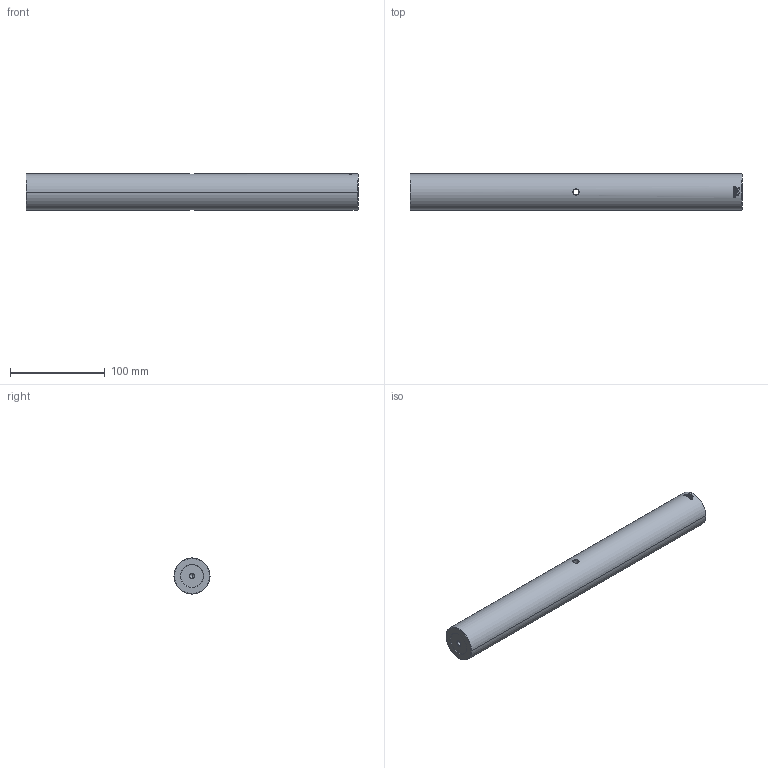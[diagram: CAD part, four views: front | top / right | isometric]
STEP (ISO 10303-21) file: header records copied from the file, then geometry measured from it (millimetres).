
FILE_DESCRIPTION (( 'STEP AP203' ), '1' );
FILE_NAME ('SRB38-350T6.STEP', '2025-08-19T06:05:23', ( '' ), ( '' ), 'SwSTEP 2.0', 'SolidWorks 2020', '' );
FILE_SCHEMA (( 'CONFIG_CONTROL_DESIGN' ));
Length unit declared in the file: millimetre
Products named in the file (1): SRB38-350T6
Bounding box: 350 x 38 x 38 mm (x, y, z)
Volume: 395186.1 mm3; surface area: 45035 mm2
Topology: 1 solids, 1 shells, 461 faces, 1256 edges, 830 vertices
Faces by surface type: bspline 330, plane 75, cylinder 42, cone 14
Entity records: 37756 total; most frequent: CARTESIAN_POINT 28975, ORIENTED_EDGE 2504, EDGE_CURVE 1252, B_SPLINE_CURVE_WITH_KNOTS 1038, VERTEX_POINT 830, DIRECTION 594, EDGE_LOOP 500, FACE_OUTER_BOUND 461
